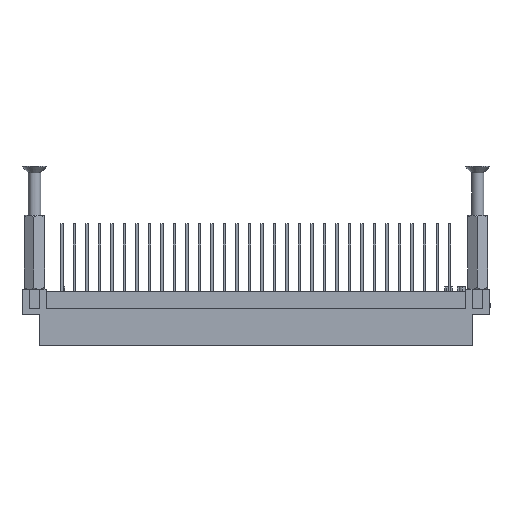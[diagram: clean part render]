
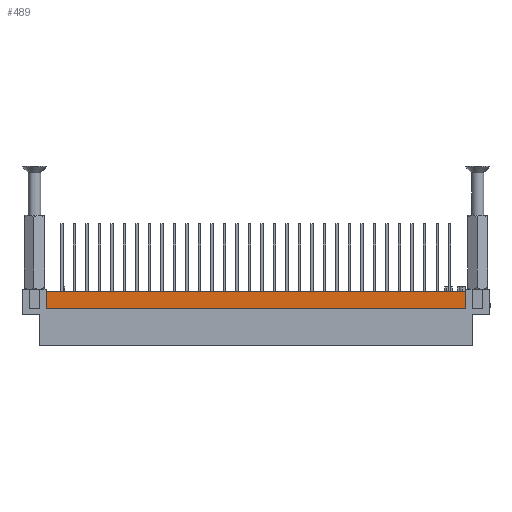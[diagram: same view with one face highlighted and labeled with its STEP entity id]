
A CAD part, top view. The second image highlights one B-rep face of the part: STEP entity #489.
In plain terms, the highlighted planar face has unit normal (0, 0, 1).
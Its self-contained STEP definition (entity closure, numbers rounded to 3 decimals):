
#432 = CARTESIAN_POINT ( 'NONE',  ( 42.45, -20., -35.45 ) ) ;
#489 = ADVANCED_FACE ( 'NONE', ( #21462 ), #44870, .F. ) ;
#577 = DIRECTION ( 'NONE',  ( 0., 1., 0. ) ) ;
#1559 = LINE ( 'NONE', #30284, #36063 ) ;
#2616 = ORIENTED_EDGE ( 'NONE', *, *, #27845, .T. ) ;
#2954 = CARTESIAN_POINT ( 'NONE',  ( 42.55, -24., -35.45 ) ) ;
#4491 = ORIENTED_EDGE ( 'NONE', *, *, #41591, .T. ) ;
#4546 = VECTOR ( 'NONE', #29503, 1000. ) ;
#5008 = CARTESIAN_POINT ( 'NONE',  ( 42.45, -20.5, -35.45 ) ) ;
#5140 = VECTOR ( 'NONE', #43594, 1000. ) ;
#6573 = EDGE_CURVE ( 'NONE', #13658, #42555, #45331, .T. ) ;
#6625 = EDGE_CURVE ( 'NONE', #13658, #42702, #36003, .T. ) ;
#6751 = VERTEX_POINT ( 'NONE', #37294 ) ;
#7440 = CARTESIAN_POINT ( 'NONE',  ( 42.55, -24., -35.45 ) ) ;
#9168 = ORIENTED_EDGE ( 'NONE', *, *, #36166, .T. ) ;
#10270 = CARTESIAN_POINT ( 'NONE',  ( -42.55, -20.5, -35.45 ) ) ;
#10457 = LINE ( 'NONE', #31474, #37328 ) ;
#13248 = CARTESIAN_POINT ( 'NONE',  ( -42.55, -20., -35.45 ) ) ;
#13658 = VERTEX_POINT ( 'NONE', #10270 ) ;
#14717 = DIRECTION ( 'NONE',  ( 0., 0., -1. ) ) ;
#15305 = CARTESIAN_POINT ( 'NONE',  ( -42.65, -24., -35.45 ) ) ;
#15514 = VERTEX_POINT ( 'NONE', #19343 ) ;
#15747 = ORIENTED_EDGE ( 'NONE', *, *, #16436, .T. ) ;
#16065 = LINE ( 'NONE', #33390, #42827 ) ;
#16436 = EDGE_CURVE ( 'NONE', #30251, #17532, #39720, .T. ) ;
#17532 = VERTEX_POINT ( 'NONE', #7440 ) ;
#17649 = CARTESIAN_POINT ( 'NONE',  ( 42.55, -24., -35.45 ) ) ;
#18552 = VECTOR ( 'NONE', #26468, 1000. ) ;
#18648 = ORIENTED_EDGE ( 'NONE', *, *, #6625, .T. ) ;
#19343 = CARTESIAN_POINT ( 'NONE',  ( 42.55, -20., -35.45 ) ) ;
#20173 = VERTEX_POINT ( 'NONE', #432 ) ;
#20810 = EDGE_LOOP ( 'NONE', ( #42229, #38143, #41130, #18648, #2616, #4491, #15747, #9168 ) ) ;
#21462 = FACE_OUTER_BOUND ( 'NONE', #20810, .T. ) ;
#26468 = DIRECTION ( 'NONE',  ( 0., 1., 0. ) ) ;
#26823 = DIRECTION ( 'NONE',  ( 0., 1., 0. ) ) ;
#27683 = DIRECTION ( 'NONE',  ( 1., 0., 0. ) ) ;
#27845 = EDGE_CURVE ( 'NONE', #42702, #6751, #44535, .T. ) ;
#29503 = DIRECTION ( 'NONE',  ( -1., 0., 0. ) ) ;
#29837 = DIRECTION ( 'NONE',  ( 1., 0., 0. ) ) ;
#30251 = VERTEX_POINT ( 'NONE', #15305 ) ;
#30284 = CARTESIAN_POINT ( 'NONE',  ( -42.65, -20., -35.45 ) ) ;
#30442 = VECTOR ( 'NONE', #27683, 1000. ) ;
#30907 = EDGE_CURVE ( 'NONE', #15514, #20173, #10457, .T. ) ;
#31474 = CARTESIAN_POINT ( 'NONE',  ( 42.55, -20., -35.45 ) ) ;
#33185 = CARTESIAN_POINT ( 'NONE',  ( 42.45, -20.5, -35.45 ) ) ;
#33390 = CARTESIAN_POINT ( 'NONE',  ( 42.55, -20., -35.45 ) ) ;
#34245 = DIRECTION ( 'NONE',  ( 0., -1., 0. ) ) ;
#35152 = EDGE_CURVE ( 'NONE', #42555, #20173, #35275, .T. ) ;
#35275 = LINE ( 'NONE', #5008, #5140 ) ;
#36003 = LINE ( 'NONE', #36699, #18552 ) ;
#36063 = VECTOR ( 'NONE', #34245, 1000. ) ;
#36166 = EDGE_CURVE ( 'NONE', #17532, #15514, #16065, .T. ) ;
#36505 = CARTESIAN_POINT ( 'NONE',  ( 42.55, -20., -35.45 ) ) ;
#36699 = CARTESIAN_POINT ( 'NONE',  ( -42.55, -20.5, -35.45 ) ) ;
#36828 = CARTESIAN_POINT ( 'NONE',  ( 42.45, -20.5, -35.45 ) ) ;
#37294 = CARTESIAN_POINT ( 'NONE',  ( -42.65, -20., -35.45 ) ) ;
#37328 = VECTOR ( 'NONE', #38491, 1000. ) ;
#38143 = ORIENTED_EDGE ( 'NONE', *, *, #35152, .F. ) ;
#38491 = DIRECTION ( 'NONE',  ( -1., 0., 0. ) ) ;
#39720 = LINE ( 'NONE', #2954, #30442 ) ;
#41130 = ORIENTED_EDGE ( 'NONE', *, *, #6573, .F. ) ;
#41591 = EDGE_CURVE ( 'NONE', #6751, #30251, #1559, .T. ) ;
#42229 = ORIENTED_EDGE ( 'NONE', *, *, #30907, .T. ) ;
#42259 = AXIS2_PLACEMENT_3D ( 'NONE', #17649, #14717, #577 ) ;
#42555 = VERTEX_POINT ( 'NONE', #36828 ) ;
#42702 = VERTEX_POINT ( 'NONE', #13248 ) ;
#42827 = VECTOR ( 'NONE', #26823, 1000. ) ;
#43594 = DIRECTION ( 'NONE',  ( 0., 1., 0. ) ) ;
#44535 = LINE ( 'NONE', #36505, #4546 ) ;
#44778 = VECTOR ( 'NONE', #29837, 1000. ) ;
#44870 = PLANE ( 'NONE',  #42259 ) ;
#45331 = LINE ( 'NONE', #33185, #44778 ) ;
